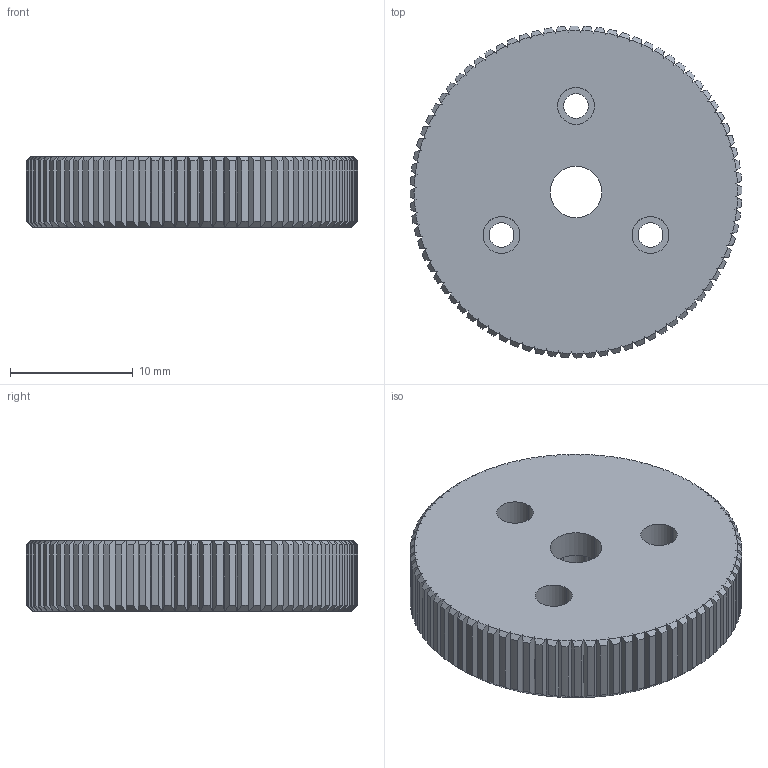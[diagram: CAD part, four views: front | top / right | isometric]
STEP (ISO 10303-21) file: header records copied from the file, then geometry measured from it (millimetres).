
FILE_DESCRIPTION (( 'STEP AP214' ), '1' );
FILE_NAME ('3010190151张紧波轮27x5.55红色铝合金.STEP', '2022-07-06T03:45:20', ( 'Windows User' ), ( 'P R C' ), 'SwSTEP 2.0', 'SolidWorks 2022', '' );
FILE_SCHEMA (( 'AUTOMOTIVE_DESIGN' ));
Length unit declared in the file: millimetre
Products named in the file (1): 3010190151张紧波轮27x5.55红色铝合金
Bounding box: 27 x 27 x 5.75 mm (x, y, z)
Volume: 2907.3 mm3; surface area: 2078 mm2
Topology: 1 solids, 1 shells, 442 faces, 1147 edges, 711 vertices
Faces by surface type: plane 174, cone 162, cylinder 106
Entity records: 13748 total; most frequent: CARTESIAN_POINT 3261, ORIENTED_EDGE 2294, DIRECTION 2088, EDGE_CURVE 1147, AXIS2_PLACEMENT_3D 818, VERTEX_POINT 711, EDGE_LOOP 454, VECTOR 452
